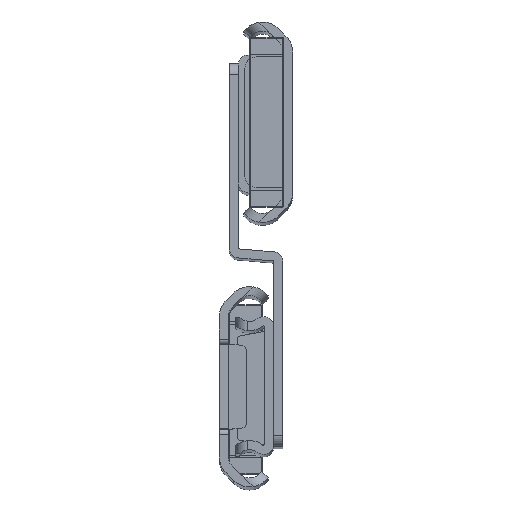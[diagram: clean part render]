
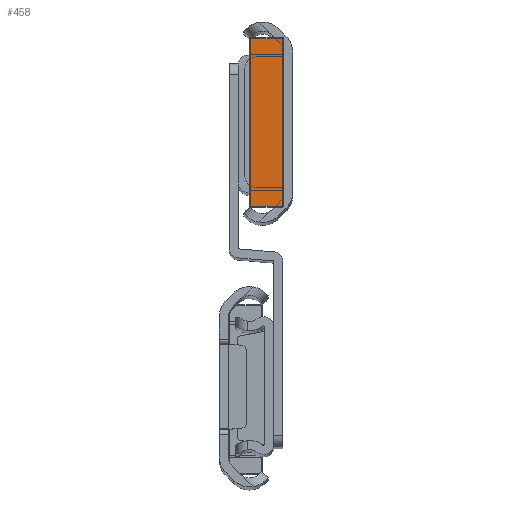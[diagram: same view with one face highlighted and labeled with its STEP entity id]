
A CAD part, top view. The second image highlights one B-rep face of the part: STEP entity #458.
In plain terms, the highlighted planar face has unit normal (0, 0, 1).
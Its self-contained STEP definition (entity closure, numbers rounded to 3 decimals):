
#302 = CARTESIAN_POINT ( 'NONE',  ( -15., 5.8, 3.25 ) ) ;
#458 = ADVANCED_FACE ( 'NONE', ( #6138 ), #5628, .F. ) ;
#844 = VERTEX_POINT ( 'NONE', #863 ) ;
#863 = CARTESIAN_POINT ( 'NONE',  ( -14.8, 0.2, 3.25 ) ) ;
#878 = EDGE_CURVE ( 'NONE', #1422, #4356, #1807, .T. ) ;
#914 = DIRECTION ( 'NONE',  ( 1., 0., 0. ) ) ;
#1046 = CARTESIAN_POINT ( 'NONE',  ( 14.8, 0.2, 3.25 ) ) ;
#1358 = DIRECTION ( 'NONE',  ( -1., 0., 0. ) ) ;
#1398 = LINE ( 'NONE', #4246, #2986 ) ;
#1422 = VERTEX_POINT ( 'NONE', #3268 ) ;
#1572 = LINE ( 'NONE', #3923, #2217 ) ;
#1717 = ORIENTED_EDGE ( 'NONE', *, *, #2944, .T. ) ;
#1807 = LINE ( 'NONE', #302, #6067 ) ;
#2217 = VECTOR ( 'NONE', #4925, 1000. ) ;
#2257 = CARTESIAN_POINT ( 'NONE',  ( -15., 0.2, 3.25 ) ) ;
#2944 = EDGE_CURVE ( 'NONE', #4001, #1422, #1398, .T. ) ;
#2986 = VECTOR ( 'NONE', #4185, 1000. ) ;
#3056 = ORIENTED_EDGE ( 'NONE', *, *, #5058, .T. ) ;
#3226 = CARTESIAN_POINT ( 'NONE',  ( -15., 6., 3.25 ) ) ;
#3252 = DIRECTION ( 'NONE',  ( 0., 0., -1. ) ) ;
#3258 = LINE ( 'NONE', #2257, #3997 ) ;
#3268 = CARTESIAN_POINT ( 'NONE',  ( 14.8, 5.8, 3.25 ) ) ;
#3460 = EDGE_LOOP ( 'NONE', ( #4142, #5371, #3056, #1717 ) ) ;
#3923 = CARTESIAN_POINT ( 'NONE',  ( -14.8, 6., 3.25 ) ) ;
#3997 = VECTOR ( 'NONE', #914, 1000. ) ;
#4001 = VERTEX_POINT ( 'NONE', #1046 ) ;
#4142 = ORIENTED_EDGE ( 'NONE', *, *, #878, .T. ) ;
#4185 = DIRECTION ( 'NONE',  ( 0., 1., 0. ) ) ;
#4246 = CARTESIAN_POINT ( 'NONE',  ( 14.8, 6., 3.25 ) ) ;
#4273 = AXIS2_PLACEMENT_3D ( 'NONE', #3226, #3252, #5099 ) ;
#4356 = VERTEX_POINT ( 'NONE', #5623 ) ;
#4925 = DIRECTION ( 'NONE',  ( 0., -1., 0. ) ) ;
#5058 = EDGE_CURVE ( 'NONE', #844, #4001, #3258, .T. ) ;
#5099 = DIRECTION ( 'NONE',  ( -1., 0., 0. ) ) ;
#5371 = ORIENTED_EDGE ( 'NONE', *, *, #5968, .T. ) ;
#5623 = CARTESIAN_POINT ( 'NONE',  ( -14.8, 5.8, 3.25 ) ) ;
#5628 = PLANE ( 'NONE',  #4273 ) ;
#5968 = EDGE_CURVE ( 'NONE', #4356, #844, #1572, .T. ) ;
#6067 = VECTOR ( 'NONE', #1358, 1000. ) ;
#6138 = FACE_OUTER_BOUND ( 'NONE', #3460, .T. ) ;
